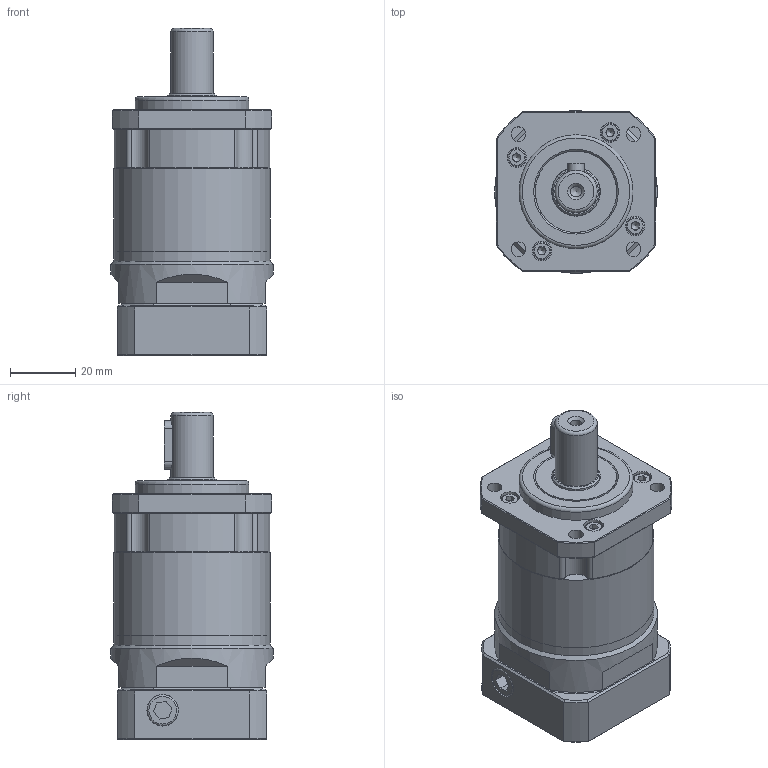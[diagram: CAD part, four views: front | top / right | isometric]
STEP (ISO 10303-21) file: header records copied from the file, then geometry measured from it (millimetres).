
FILE_DESCRIPTION((''),'2;1');
FILE_NAME('KFB-50-1.stp','2012-02-15T13:34:28',('young'),(''),'Autodesk Inventor 2012','Autodesk Inventor 2012','');
FILE_SCHEMA(('AUTOMOTIVE_DESIGN { 1 0 10303 214 1 1 1 1 }'));
Length unit declared in the file: millimetre
Products named in the file (1): KFB-50-1
Bounding box: 50 x 50 x 100.5 mm (x, y, z)
Volume: 133942.1 mm3; surface area: 49073.1 mm2
Topology: 21 solids, 21 shells, 579 faces, 1325 edges, 828 vertices
Faces by surface type: plane 315, cylinder 133, cone 109, torus 13, bspline 9
Full cylindrical faces by diameter (mm): 2.5 x9, 3 x5, 3.3 x9, 3.5 x9, 4 x4, 4.5 x8, 5.5 x5, 6 x9, 7 x4, 7.5 x4, 8.2 x1, 9.5 x2, 13 x1, 14.2 x1, 14.8 x2, 15 x4, 25 x4, 27 x1, 30 x1, 32 x3, 35 x1, 37 x1, 48 x2, 50 x1
Entity records: 16028 total; most frequent: CARTESIAN_POINT 3549, DIRECTION 2630, ORIENTED_EDGE 2246, EDGE_CURVE 1123, AXIS2_PLACEMENT_3D 1024, EDGE_LOOP 836, VERTEX_POINT 787, VECTOR 582
